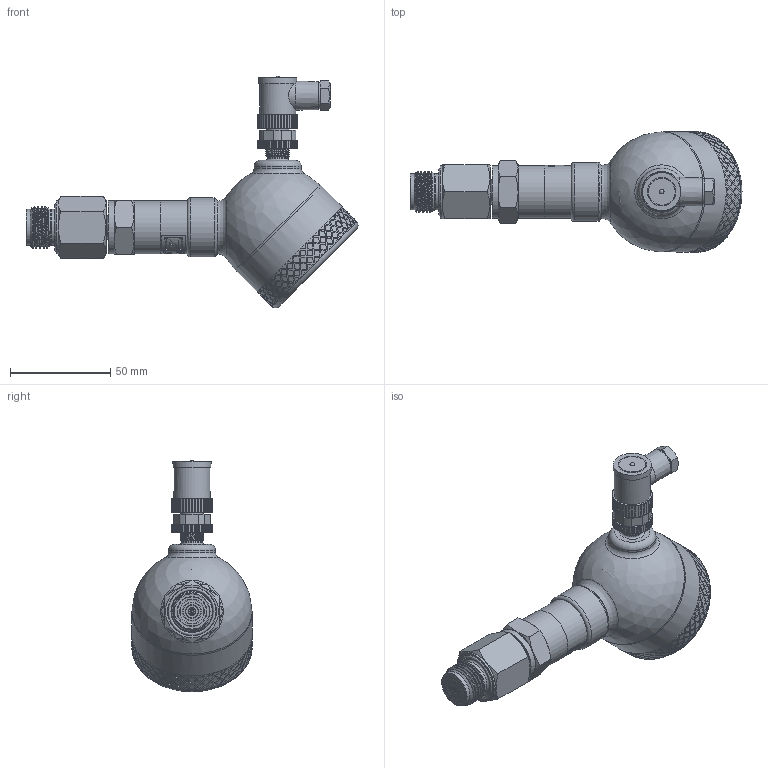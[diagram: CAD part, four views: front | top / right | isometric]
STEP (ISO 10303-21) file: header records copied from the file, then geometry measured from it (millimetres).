
FILE_DESCRIPTION(/* description */ (''),/* implementation_level */ '2;1');
FILE_NAME(/* name */ 'APZ3420mFH_G1''2DIN-flush_2.step',/* time_stamp */ '2021-07-07T16:05:52+03:00',/* author */ (''),/* organization */ (''),/* preprocessor_version */ 'ST-DEVELOPER v18.1',/* originating_system */ 'Autodesk Translation Framework v10.9.0.1377',/* authorisation */ '');
FILE_SCHEMA (('AUTOMOTIVE_DESIGN { 1 0 10303 214 3 1 1 }'));
Length unit declared in the file: millimetre
Products named in the file (8): АПЗ420М-полевойкорпус-
заполненный; Заполненный полевой 
корпус v13; Main body; Cover without display; M12x1 adapter; M12x1 female angular v10; G1\4EN; G1'2DIN diaphragm 18 v5 (1)
Assembly tree (6 placements, depth 3):
  АПЗ420М-полевойкорпус-
заполненный
    Заполненный полевой 
корпус v13
      Main body
      Cover without display
      M12x1 adapter
      M12x1 female angular v10
    G1\4EN
  G1'2DIN diaphragm 18 v5 (1)
Bounding box: 165.92 x 60.1 x 115.69 mm (x, y, z)
Volume: 256933.8 mm3; surface area: 44583.8 mm2
Topology: 9 solids, 9 shells, 1679 faces, 4166 edges, 2764 vertices
Faces by surface type: bspline 925, cylinder 504, plane 194, torus 28, cone 26, sphere 2
Full cylindrical faces by diameter (mm): 1 x4, 2 x1, 3.3 x1, 4 x1, 5 x3, 7 x1, 8 x1, 9.3 x1, 9.471 x2, 9.5 x2, 10.5 x2, 10.741 x7, 11 x1, 11.035 x4, 11.156 x1, 11.445 x4, 11.884 x6, 12.152 x4, 13 x1, 13.157 x9, 18 x3, 18.631 x4, 19 x1, 19.7 x1, 21 x1, 21.6 x1, 21.767 x1, 22.4 x1, 23.6 x1, 24 x1
Entity records: 79127 total; most frequent: CARTESIAN_POINT 46249, ORIENTED_EDGE 8328, EDGE_CURVE 4164, DIRECTION 3772, VERTEX_POINT 2764, B_SPLINE_CURVE_WITH_KNOTS 2655, EDGE_LOOP 1948, FACE_OUTER_BOUND 1679
